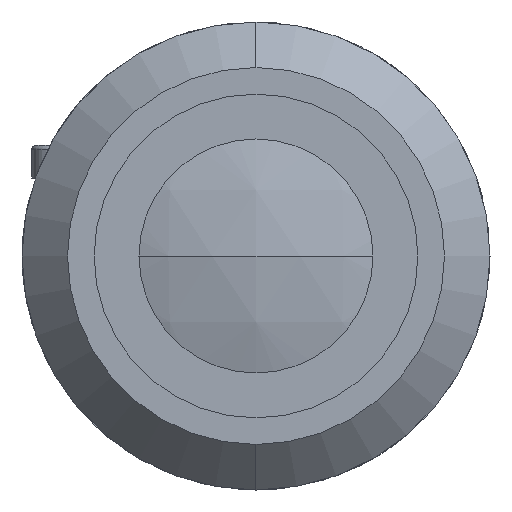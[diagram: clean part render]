
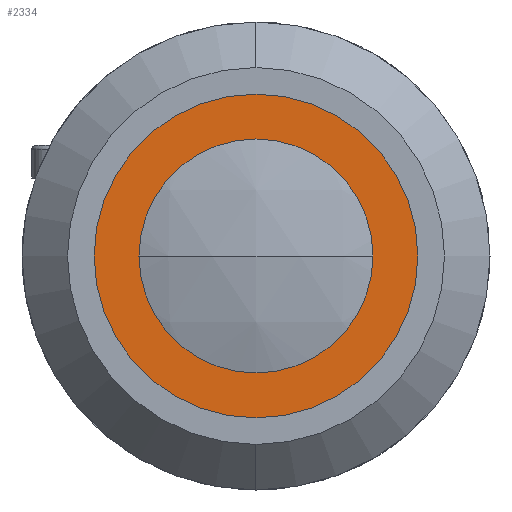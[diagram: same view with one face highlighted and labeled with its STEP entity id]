
A CAD part, left-side view. The second image highlights one B-rep face of the part: STEP entity #2334.
In plain terms, the highlighted planar face has unit normal (-1, 0, 0).
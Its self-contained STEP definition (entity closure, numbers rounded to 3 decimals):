
#5 = DIRECTION ( 'NONE',  ( -1., 0., 0. ) ) ;
#28 = VERTEX_POINT ( 'NONE', #3214 ) ;
#36 = EDGE_CURVE ( 'NONE', #3176, #3057, #2445, .T. ) ;
#408 = AXIS2_PLACEMENT_3D ( 'NONE', #631, #2569, #910 ) ;
#494 = CARTESIAN_POINT ( 'NONE',  ( 3.5, 0., 0. ) ) ;
#567 = ORIENTED_EDGE ( 'NONE', *, *, #36, .F. ) ;
#571 = ORIENTED_EDGE ( 'NONE', *, *, #745, .F. ) ;
#575 = EDGE_CURVE ( 'NONE', #28, #2746, #1404, .T. ) ;
#631 = CARTESIAN_POINT ( 'NONE',  ( 3.5, 0., 0. ) ) ;
#667 = ORIENTED_EDGE ( 'NONE', *, *, #2584, .T. ) ;
#673 = ORIENTED_EDGE ( 'NONE', *, *, #575, .T. ) ;
#745 = EDGE_CURVE ( 'NONE', #3057, #3176, #2684, .T. ) ;
#782 = AXIS2_PLACEMENT_3D ( 'NONE', #494, #804, #2437 ) ;
#804 = DIRECTION ( 'NONE',  ( -1., 0., 0. ) ) ;
#910 = DIRECTION ( 'NONE',  ( 0., 0., 1. ) ) ;
#1067 = AXIS2_PLACEMENT_3D ( 'NONE', #1221, #3070, #1495 ) ;
#1221 = CARTESIAN_POINT ( 'NONE',  ( 3.5, 0., 0. ) ) ;
#1294 = CARTESIAN_POINT ( 'NONE',  ( 3.5, 0., 13.2 ) ) ;
#1388 = DIRECTION ( 'NONE',  ( 1., 0., 0. ) ) ;
#1404 = CIRCLE ( 'NONE', #782, 13.2 ) ;
#1495 = DIRECTION ( 'NONE',  ( 0., 0., 1. ) ) ;
#1576 = EDGE_LOOP ( 'NONE', ( #567, #571 ) ) ;
#1695 = DIRECTION ( 'NONE',  ( 0., 0., 1. ) ) ;
#1736 = CIRCLE ( 'NONE', #1067, 13.2 ) ;
#1844 = EDGE_LOOP ( 'NONE', ( #667, #673 ) ) ;
#1950 = CARTESIAN_POINT ( 'NONE',  ( 3.5, 0., 9. ) ) ;
#2023 = FACE_BOUND ( 'NONE', #1576, .T. ) ;
#2026 = FACE_OUTER_BOUND ( 'NONE', #1844, .T. ) ;
#2334 = ADVANCED_FACE ( 'NONE', ( #2023, #2026 ), #2722, .F. ) ;
#2412 = AXIS2_PLACEMENT_3D ( 'NONE', #3240, #5, #1695 ) ;
#2437 = DIRECTION ( 'NONE',  ( 0., 0., 1. ) ) ;
#2445 = CIRCLE ( 'NONE', #2412, 9. ) ;
#2569 = DIRECTION ( 'NONE',  ( -1., 0., 0. ) ) ;
#2584 = EDGE_CURVE ( 'NONE', #2746, #28, #1736, .T. ) ;
#2684 = CIRCLE ( 'NONE', #408, 9. ) ;
#2722 = PLANE ( 'NONE',  #3044 ) ;
#2746 = VERTEX_POINT ( 'NONE', #1294 ) ;
#2961 = CARTESIAN_POINT ( 'NONE',  ( 3.5, 13.2, 0. ) ) ;
#3044 = AXIS2_PLACEMENT_3D ( 'NONE', #2961, #1388, #3215 ) ;
#3057 = VERTEX_POINT ( 'NONE', #3412 ) ;
#3070 = DIRECTION ( 'NONE',  ( -1., 0., 0. ) ) ;
#3176 = VERTEX_POINT ( 'NONE', #1950 ) ;
#3214 = CARTESIAN_POINT ( 'NONE',  ( 3.5, 0., -13.2 ) ) ;
#3215 = DIRECTION ( 'NONE',  ( 0., 0., -1. ) ) ;
#3240 = CARTESIAN_POINT ( 'NONE',  ( 3.5, 0., 0. ) ) ;
#3412 = CARTESIAN_POINT ( 'NONE',  ( 3.5, 0., -9. ) ) ;
